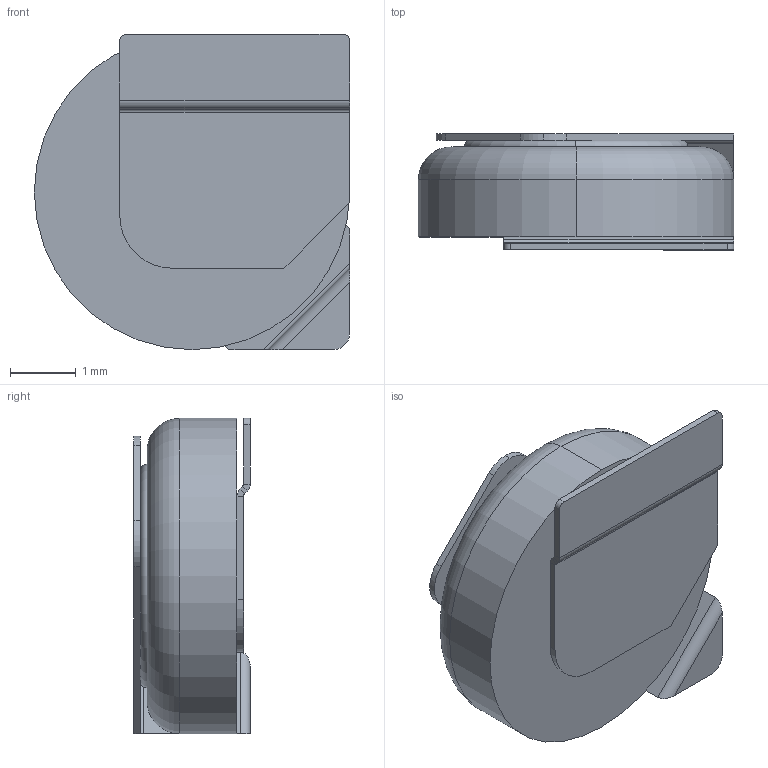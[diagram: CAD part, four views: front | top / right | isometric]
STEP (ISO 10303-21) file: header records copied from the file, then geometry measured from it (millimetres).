
FILE_DESCRIPTION (( 'STEP AP214' ), '1' );
FILE_NAME ('ML414H IV01E.STEP', '2021-10-25T13:54:06', ( '' ), ( '' ), 'SwSTEP 2.0', 'SolidWorks 2017', '' );
FILE_SCHEMA (( 'AUTOMOTIVE_DESIGN' ));
Length unit declared in the file: millimetre
Products named in the file (1): ML414H IV01E
Bounding box: 4.8 x 1.77 x 4.8 mm (x, y, z)
Volume: 27.6 mm3; surface area: 110.8 mm2
Topology: 3 solids, 3 shells, 54 faces, 123 edges, 76 vertices
Faces by surface type: plane 33, cylinder 17, torus 4
Entity records: 1551 total; most frequent: CARTESIAN_POINT 278, DIRECTION 261, ORIENTED_EDGE 246, EDGE_CURVE 123, AXIS2_PLACEMENT_3D 91, LINE 79, VECTOR 79, VERTEX_POINT 76
